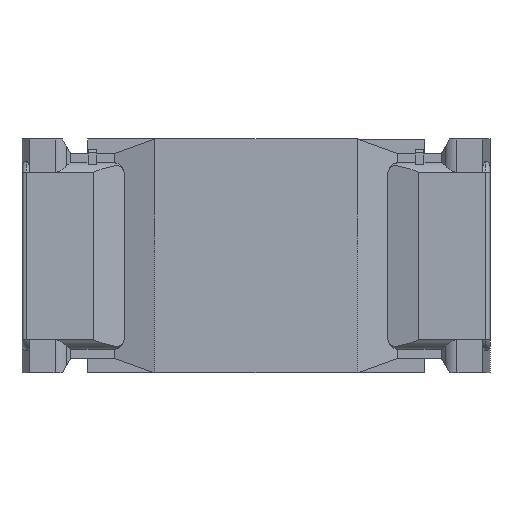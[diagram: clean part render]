
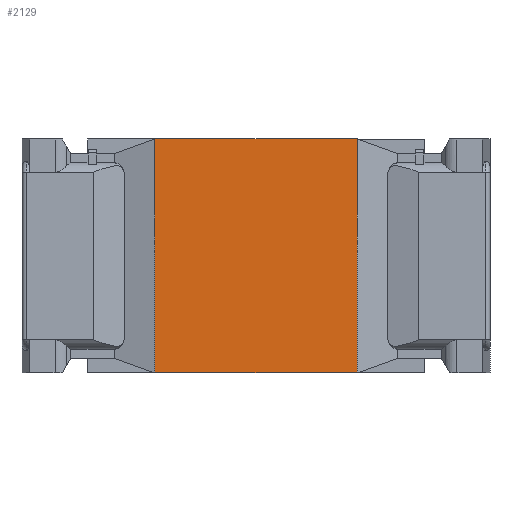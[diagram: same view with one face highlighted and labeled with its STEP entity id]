
A CAD part, front view. The second image highlights one B-rep face of the part: STEP entity #2129.
In plain terms, the highlighted planar face has unit normal (0, -1, 0).
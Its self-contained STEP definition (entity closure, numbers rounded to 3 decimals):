
#486 = EDGE_CURVE ( 'NONE', #1687, #3922, #1757, .T. ) ;
#662 = PLANE ( 'NONE',  #3649 ) ;
#697 = CARTESIAN_POINT ( 'NONE',  ( 0.693, 0., -0.8 ) ) ;
#788 = CARTESIAN_POINT ( 'NONE',  ( -0.693, 0., 0.8 ) ) ;
#870 = CARTESIAN_POINT ( 'NONE',  ( -0.693, 0., -0.8 ) ) ;
#1007 = DIRECTION ( 'NONE',  ( 0., 0., 1. ) ) ;
#1205 = FACE_OUTER_BOUND ( 'NONE', #2146, .T. ) ;
#1264 = EDGE_CURVE ( 'NONE', #2923, #1563, #3998, .T. ) ;
#1303 = CARTESIAN_POINT ( 'NONE',  ( 0., 0., 0. ) ) ;
#1563 = VERTEX_POINT ( 'NONE', #697 ) ;
#1687 = VERTEX_POINT ( 'NONE', #788 ) ;
#1757 = LINE ( 'NONE', #1938, #4116 ) ;
#1820 = LINE ( 'NONE', #3738, #3980 ) ;
#1938 = CARTESIAN_POINT ( 'NONE',  ( 0., 0., 0.8 ) ) ;
#1945 = CARTESIAN_POINT ( 'NONE',  ( 0.693, 0., -0.8 ) ) ;
#2071 = ORIENTED_EDGE ( 'NONE', *, *, #1264, .T. ) ;
#2129 = ADVANCED_FACE ( 'NONE', ( #1205 ), #662, .F. ) ;
#2146 = EDGE_LOOP ( 'NONE', ( #3606, #3784, #2071, #3421 ) ) ;
#2684 = CARTESIAN_POINT ( 'NONE',  ( 0.693, 0., 0.8 ) ) ;
#2729 = DIRECTION ( 'NONE',  ( 0., 1., 0. ) ) ;
#2911 = DIRECTION ( 'NONE',  ( 1., 0., 0. ) ) ;
#2923 = VERTEX_POINT ( 'NONE', #870 ) ;
#3421 = ORIENTED_EDGE ( 'NONE', *, *, #4332, .T. ) ;
#3534 = LINE ( 'NONE', #1945, #3948 ) ;
#3540 = CARTESIAN_POINT ( 'NONE',  ( 0., 0., -0.8 ) ) ;
#3606 = ORIENTED_EDGE ( 'NONE', *, *, #486, .F. ) ;
#3649 = AXIS2_PLACEMENT_3D ( 'NONE', #1303, #2729, #1007 ) ;
#3738 = CARTESIAN_POINT ( 'NONE',  ( -0.693, 0., -0.8 ) ) ;
#3784 = ORIENTED_EDGE ( 'NONE', *, *, #3994, .F. ) ;
#3787 = VECTOR ( 'NONE', #3861, 1000. ) ;
#3861 = DIRECTION ( 'NONE',  ( 1., 0., 0. ) ) ;
#3922 = VERTEX_POINT ( 'NONE', #2684 ) ;
#3948 = VECTOR ( 'NONE', #4282, 1000. ) ;
#3980 = VECTOR ( 'NONE', #4044, 1000. ) ;
#3994 = EDGE_CURVE ( 'NONE', #2923, #1687, #1820, .T. ) ;
#3998 = LINE ( 'NONE', #3540, #3787 ) ;
#4044 = DIRECTION ( 'NONE',  ( 0., 0., 1. ) ) ;
#4116 = VECTOR ( 'NONE', #2911, 1000. ) ;
#4282 = DIRECTION ( 'NONE',  ( 0., 0., 1. ) ) ;
#4332 = EDGE_CURVE ( 'NONE', #1563, #3922, #3534, .T. ) ;
